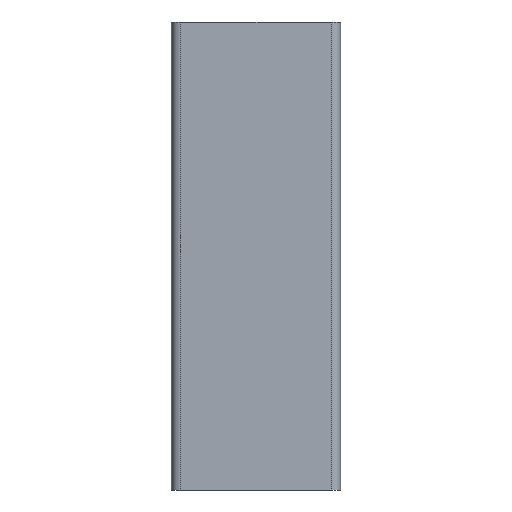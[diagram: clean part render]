
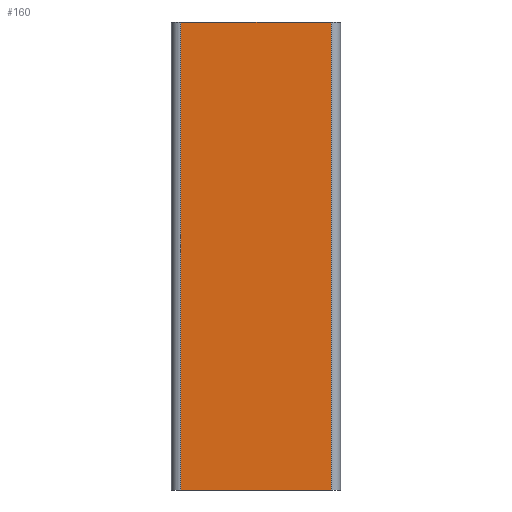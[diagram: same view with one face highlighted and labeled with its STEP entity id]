
A CAD part, left-side view. The second image highlights one B-rep face of the part: STEP entity #160.
In plain terms, the highlighted planar face has unit normal (-1, 0, 0).
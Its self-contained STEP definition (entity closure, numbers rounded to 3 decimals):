
#160=ADVANCED_FACE('',(#189),#190,.F.);
#189=FACE_OUTER_BOUND('',#219,.T.);
#190=PLANE('',#220);
#219=EDGE_LOOP('',(#323,#324,#325,#326));
#220=AXIS2_PLACEMENT_3D('',#327,#328,#329);
#323=ORIENTED_EDGE('',*,*,#384,.T.);
#324=ORIENTED_EDGE('',*,*,#363,.F.);
#325=ORIENTED_EDGE('',*,*,#360,.F.);
#326=ORIENTED_EDGE('',*,*,#383,.T.);
#327=CARTESIAN_POINT('',(-2.25,-3.146,25.0));
#328=DIRECTION('',(1.0,0.0,0.0));
#329=DIRECTION('',(0.0,0.0,-1.0));
#360=EDGE_CURVE('',#411,#413,#414,.T.);
#363=EDGE_CURVE('',#413,#416,#418,.T.);
#383=EDGE_CURVE('',#411,#446,#448,.T.);
#384=EDGE_CURVE('',#446,#416,#449,.T.);
#411=VERTEX_POINT('',#484);
#413=VERTEX_POINT('',#486);
#414=LINE('',#487,#488);
#416=VERTEX_POINT('',#490);
#418=LINE('',#492,#493);
#446=VERTEX_POINT('',#534);
#448=LINE('',#536,#537);
#449=LINE('',#538,#539);
#484=CARTESIAN_POINT('',(-2.25,12.92,25.0));
#486=CARTESIAN_POINT('',(-2.25,-3.146,25.0));
#487=CARTESIAN_POINT('',(-2.25,-3.146,25.0));
#488=VECTOR('',#566,1.0);
#490=CARTESIAN_POINT('',(-2.25,-3.146,-25.0));
#492=CARTESIAN_POINT('',(-2.25,-3.146,25.0));
#493=VECTOR('',#573,1.0);
#534=CARTESIAN_POINT('',(-2.25,12.92,-25.0));
#536=CARTESIAN_POINT('',(-2.25,12.92,25.0));
#537=VECTOR('',#605,1.0);
#538=CARTESIAN_POINT('',(-2.25,-3.146,-25.0));
#539=VECTOR('',#606,1.0);
#566=DIRECTION('',(0.0,-1.0,0.0));
#573=DIRECTION('',(0.0,0.0,-1.0));
#605=DIRECTION('',(0.0,0.0,-1.0));
#606=DIRECTION('',(0.0,-1.0,0.0));
